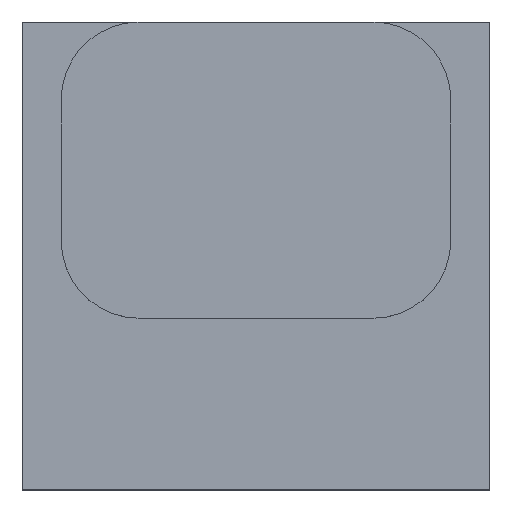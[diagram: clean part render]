
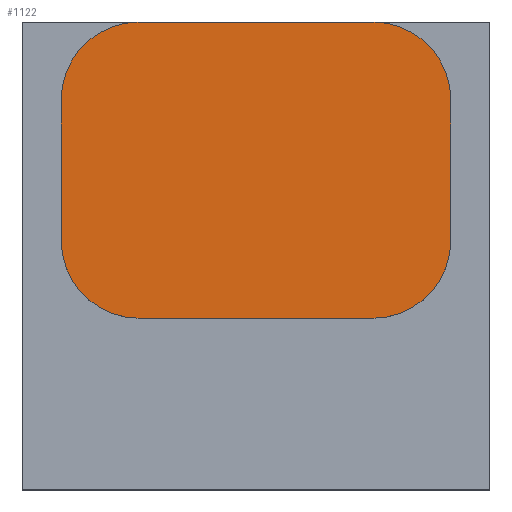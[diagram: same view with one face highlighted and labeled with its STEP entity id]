
A CAD part, top view. The second image highlights one B-rep face of the part: STEP entity #1122.
In plain terms, the highlighted planar face has unit normal (0, 0, 1).
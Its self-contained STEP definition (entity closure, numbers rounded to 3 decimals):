
#188=DIRECTION('',(1.,0.,0.));
#189=VECTOR('',#188,1.5);
#190=CARTESIAN_POINT('',(-0.75,1.5,0.));
#191=LINE('',#190,#189);
#264=DIRECTION('',(0.,1.,0.));
#265=VECTOR('',#264,0.9);
#266=CARTESIAN_POINT('',(-1.25,0.1,0.));
#267=LINE('',#266,#265);
#276=CARTESIAN_POINT('',(0.75,0.1,0.));
#277=DIRECTION('',(0.,0.,1.));
#278=DIRECTION('',(0.,-1.,0.));
#279=AXIS2_PLACEMENT_3D('',#276,#277,#278);
#281=CARTESIAN_POINT('',(-0.75,0.1,0.));
#282=DIRECTION('',(0.,0.,1.));
#283=DIRECTION('',(-1.,0.,0.));
#284=AXIS2_PLACEMENT_3D('',#281,#282,#283);
#286=CARTESIAN_POINT('',(-0.75,1.,0.));
#287=DIRECTION('',(0.,0.,1.));
#288=DIRECTION('',(0.,1.,0.));
#289=AXIS2_PLACEMENT_3D('',#286,#287,#288);
#291=CARTESIAN_POINT('',(0.75,1.,0.));
#292=DIRECTION('',(0.,0.,1.));
#293=DIRECTION('',(1.,0.,0.));
#294=AXIS2_PLACEMENT_3D('',#291,#292,#293);
#308=DIRECTION('',(-1.,0.,0.));
#309=VECTOR('',#308,1.5);
#310=CARTESIAN_POINT('',(0.75,-0.4,0.));
#311=LINE('',#310,#309);
#324=DIRECTION('',(0.,-1.,0.));
#325=VECTOR('',#324,0.9);
#326=CARTESIAN_POINT('',(1.25,1.,0.));
#327=LINE('',#326,#325);
#534=CARTESIAN_POINT('',(0.75,-0.4,0.));
#535=CARTESIAN_POINT('',(1.25,0.1,0.));
#536=VERTEX_POINT('',#534);
#537=VERTEX_POINT('',#535);
#542=CARTESIAN_POINT('',(-0.75,-0.4,0.));
#543=VERTEX_POINT('',#542);
#572=CARTESIAN_POINT('',(1.25,1.,0.));
#573=VERTEX_POINT('',#572);
#596=CARTESIAN_POINT('',(-1.25,0.1,0.));
#597=VERTEX_POINT('',#596);
#634=CARTESIAN_POINT('',(-0.75,1.5,0.));
#635=VERTEX_POINT('',#634);
#648=CARTESIAN_POINT('',(-1.25,1.,0.));
#649=VERTEX_POINT('',#648);
#656=CARTESIAN_POINT('',(0.75,1.5,0.));
#657=VERTEX_POINT('',#656);
#1102=CARTESIAN_POINT('',(0.75,0.1,0.));
#1103=DIRECTION('',(0.,0.,1.));
#1104=DIRECTION('',(-1.,0.,0.));
#1105=AXIS2_PLACEMENT_3D('',#1102,#1103,#1104);
#1106=PLANE('',#1105);
#1108=ORIENTED_EDGE('',*,*,#1107,.F.);
#1110=ORIENTED_EDGE('',*,*,#1109,.T.);
#1112=ORIENTED_EDGE('',*,*,#1111,.F.);
#1113=ORIENTED_EDGE('',*,*,#1082,.T.);
#1114=ORIENTED_EDGE('',*,*,#1096,.F.);
#1115=ORIENTED_EDGE('',*,*,#950,.T.);
#1117=ORIENTED_EDGE('',*,*,#1116,.F.);
#1119=ORIENTED_EDGE('',*,*,#1118,.T.);
#1120=EDGE_LOOP('',(#1108,#1110,#1112,#1113,#1114,#1115,#1117,#1119));
#1121=FACE_OUTER_BOUND('',#1120,.F.);
#280=CIRCLE('',#279,0.5);
#285=CIRCLE('',#284,0.5);
#290=CIRCLE('',#289,0.5);
#295=CIRCLE('',#294,0.5);
#950=EDGE_CURVE('',#635,#657,#191,.T.);
#1082=EDGE_CURVE('',#597,#649,#267,.T.);
#1096=EDGE_CURVE('',#635,#649,#290,.T.);
#1107=EDGE_CURVE('',#536,#537,#280,.T.);
#1109=EDGE_CURVE('',#536,#543,#311,.T.);
#1111=EDGE_CURVE('',#597,#543,#285,.T.);
#1116=EDGE_CURVE('',#573,#657,#295,.T.);
#1118=EDGE_CURVE('',#573,#537,#327,.T.);
#1122=ADVANCED_FACE('',(#1121),#1106,.T.);
